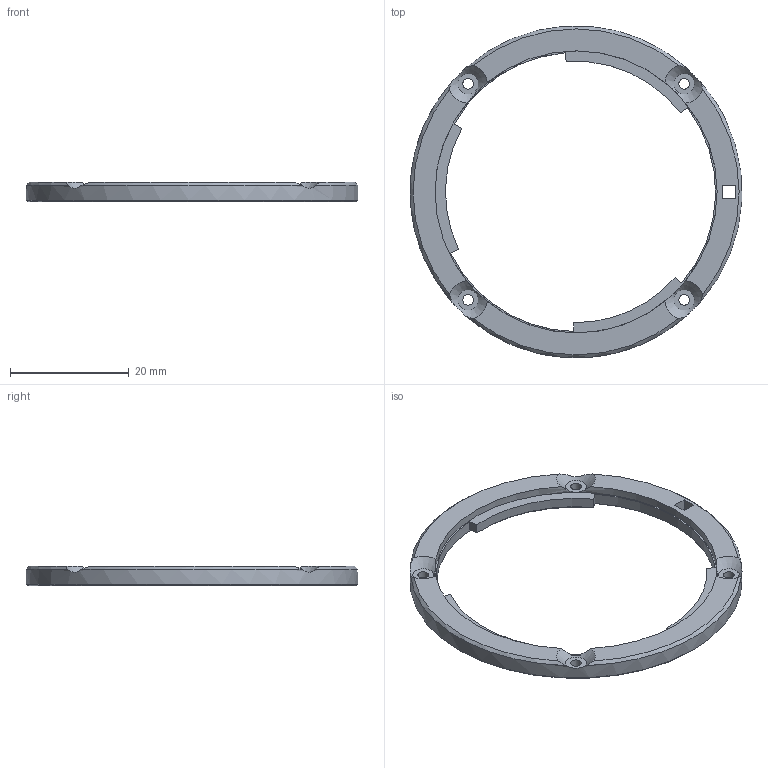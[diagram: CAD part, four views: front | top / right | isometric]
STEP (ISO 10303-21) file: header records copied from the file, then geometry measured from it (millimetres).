
FILE_DESCRIPTION(/* description */ (''),/* implementation_level */ '2;1');
FILE_NAME(/* name */ 'mountBodyBase_flange_nikonF',/* time_stamp */ '2023-12-05T12:56:07-05:00',/* author */ ('George Moua'),/* organization */ ('Archive 663'),/* preprocessor_version */ 'ST-DEVELOPER v16.7',/* originating_system */ 'Solid Edge',/* authorisation */ 'Unknown');
FILE_SCHEMA (('AUTOMOTIVE_DESIGN {1 0 10303 214 3 1 1}'));
Length unit declared in the file: millimetre
Products named in the file (3): mountLensBase; mountLensBase_nikonF_oa_0; mountBodyBase_flange_nikonF
Assembly tree (2 placements, depth 3):
  mountLensBase
    mountLensBase_nikonF_oa_0
      mountBodyBase_flange_nikonF
Bounding box: 55.87 x 55.87 x 3.3 mm (x, y, z)
Volume: 2327.4 mm3; surface area: 2657.8 mm2
Topology: 1 solids, 1 shells, 62 faces, 172 edges, 112 vertices
Faces by surface type: plane 30, cone 19, cylinder 13
Full cylindrical faces by diameter (mm): 1.8 x4, 47.5 x1, 55.9 x1
Entity records: 1995 total; most frequent: CARTESIAN_POINT 431, DIRECTION 317, ORIENTED_EDGE 298, EDGE_CURVE 149, AXIS2_PLACEMENT_3D 133, VERTEX_POINT 103, EDGE_LOOP 88, FACE_BOUND 88
